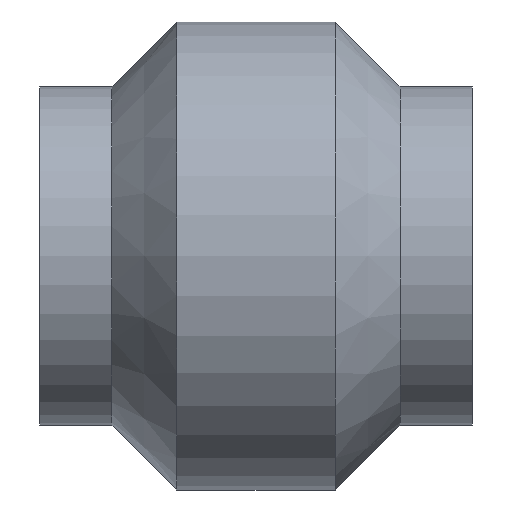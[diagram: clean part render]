
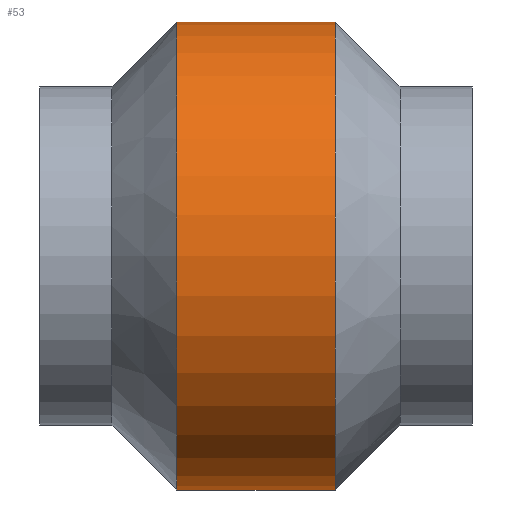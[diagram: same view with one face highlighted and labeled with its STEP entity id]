
A CAD part, top view. The second image highlights one B-rep face of the part: STEP entity #53.
In plain terms, the highlighted cylindrical face has radius 3.25 mm (diameter 6.5 mm), a partial arc.
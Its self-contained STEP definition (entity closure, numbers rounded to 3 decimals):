
#53=ADVANCED_FACE('',(#76),#77,.T.);
#76=FACE_OUTER_BOUND('',#106,.T.);
#77=CYLINDRICAL_SURFACE('',#107,3.25);
#106=EDGE_LOOP('',(#170,#171,#172,#173));
#107=AXIS2_PLACEMENT_3D('',#174,#175,#176);
#170=ORIENTED_EDGE('',*,*,#235,.T.);
#171=ORIENTED_EDGE('',*,*,#236,.F.);
#172=ORIENTED_EDGE('',*,*,#234,.F.);
#173=ORIENTED_EDGE('',*,*,#237,.T.);
#174=CARTESIAN_POINT('',(-3.3,0.0,0.0));
#175=DIRECTION('',(-1.0,-0.0,0.0));
#176=DIRECTION('',(0.0,-1.0,0.0));
#234=EDGE_CURVE('',#269,#267,#272,.T.);
#235=EDGE_CURVE('',#273,#274,#275,.T.);
#236=EDGE_CURVE('',#267,#274,#276,.T.);
#237=EDGE_CURVE('',#269,#273,#277,.T.);
#267=VERTEX_POINT('',#315);
#269=VERTEX_POINT('',#318);
#272=CIRCLE('',#322,3.25);
#273=VERTEX_POINT('',#323);
#274=VERTEX_POINT('',#324);
#275=CIRCLE('',#325,3.25);
#276=LINE('',#326,#327);
#277=LINE('',#328,#329);
#315=CARTESIAN_POINT('',(1.1,-3.25,0.0));
#318=CARTESIAN_POINT('',(1.1,3.25,0.0));
#322=AXIS2_PLACEMENT_3D('',#380,#381,#382);
#323=CARTESIAN_POINT('',(-1.1,3.25,0.0));
#324=CARTESIAN_POINT('',(-1.1,-3.25,0.0));
#325=AXIS2_PLACEMENT_3D('',#383,#384,#385);
#326=CARTESIAN_POINT('',(1.1,-3.25,0.0));
#327=VECTOR('',#386,2.2);
#328=CARTESIAN_POINT('',(1.1,3.25,0.0));
#329=VECTOR('',#387,2.2);
#380=CARTESIAN_POINT('',(1.1,0.0,0.0));
#381=DIRECTION('',(1.0,0.0,0.0));
#382=DIRECTION('',(0.0,1.0,0.0));
#383=CARTESIAN_POINT('',(-1.1,0.0,0.0));
#384=DIRECTION('',(1.0,0.0,0.0));
#385=DIRECTION('',(0.0,1.0,0.0));
#386=DIRECTION('',(-1.0,0.0,0.0));
#387=DIRECTION('',(-1.0,0.0,0.0));
